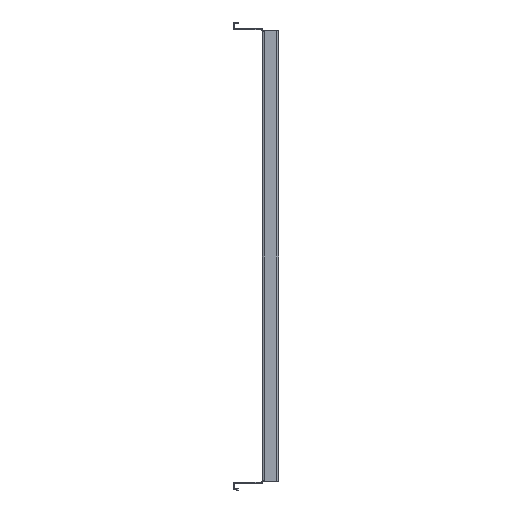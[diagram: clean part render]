
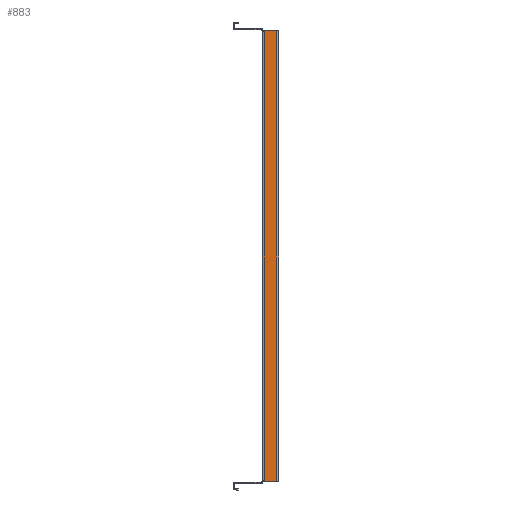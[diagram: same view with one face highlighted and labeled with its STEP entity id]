
A CAD part, left-side view. The second image highlights one B-rep face of the part: STEP entity #883.
In plain terms, the highlighted planar face has unit normal (-1, 0, 0).
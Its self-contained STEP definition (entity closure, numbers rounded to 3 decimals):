
#883 = ADVANCED_FACE ( 'NONE', ( #10648 ), #25011, .T. ) ;
#1715 = CARTESIAN_POINT ( 'NONE',  ( -330., -29., -443. ) ) ;
#1977 = VERTEX_POINT ( 'NONE', #5562 ) ;
#2673 = CARTESIAN_POINT ( 'NONE',  ( -330., -4., -443. ) ) ;
#2699 = DIRECTION ( 'NONE',  ( 0., 0., -1. ) ) ;
#3258 = LINE ( 'NONE', #11697, #10836 ) ;
#3491 = LINE ( 'NONE', #4022, #6130 ) ;
#3621 = DIRECTION ( 'NONE',  ( 0., 1., 0. ) ) ;
#4022 = CARTESIAN_POINT ( 'NONE',  ( -330., 0., 443. ) ) ;
#5562 = CARTESIAN_POINT ( 'NONE',  ( -330., -29., 443. ) ) ;
#5755 = DIRECTION ( 'NONE',  ( 0., -1., 0. ) ) ;
#5961 = DIRECTION ( 'NONE',  ( -1., 0., 0. ) ) ;
#6130 = VECTOR ( 'NONE', #3621, 1000. ) ;
#6166 = EDGE_CURVE ( 'NONE', #11209, #19929, #26056, .T. ) ;
#6247 = CARTESIAN_POINT ( 'NONE',  ( -330., -29., -443. ) ) ;
#6642 = ORIENTED_EDGE ( 'NONE', *, *, #6166, .T. ) ;
#7946 = EDGE_CURVE ( 'NONE', #19929, #14989, #3258, .T. ) ;
#10527 = DIRECTION ( 'NONE',  ( 0., 0., 1. ) ) ;
#10648 = FACE_OUTER_BOUND ( 'NONE', #21747, .T. ) ;
#10776 = DIRECTION ( 'NONE',  ( 0., -1., 0. ) ) ;
#10836 = VECTOR ( 'NONE', #5755, 1000. ) ;
#10978 = EDGE_CURVE ( 'NONE', #14989, #1977, #16760, .T. ) ;
#11209 = VERTEX_POINT ( 'NONE', #25102 ) ;
#11697 = CARTESIAN_POINT ( 'NONE',  ( -330., 0., -443. ) ) ;
#12394 = ORIENTED_EDGE ( 'NONE', *, *, #15439, .T. ) ;
#13038 = ORIENTED_EDGE ( 'NONE', *, *, #7946, .T. ) ;
#14989 = VERTEX_POINT ( 'NONE', #1715 ) ;
#15029 = CARTESIAN_POINT ( 'NONE',  ( -330., -4., 0. ) ) ;
#15439 = EDGE_CURVE ( 'NONE', #1977, #11209, #3491, .T. ) ;
#16760 = LINE ( 'NONE', #6247, #20587 ) ;
#16865 = ORIENTED_EDGE ( 'NONE', *, *, #10978, .T. ) ;
#19929 = VERTEX_POINT ( 'NONE', #2673 ) ;
#20587 = VECTOR ( 'NONE', #10527, 1000. ) ;
#20728 = AXIS2_PLACEMENT_3D ( 'NONE', #25279, #5961, #10776 ) ;
#21568 = VECTOR ( 'NONE', #2699, 1000. ) ;
#21747 = EDGE_LOOP ( 'NONE', ( #13038, #16865, #12394, #6642 ) ) ;
#25011 = PLANE ( 'NONE',  #20728 ) ;
#25102 = CARTESIAN_POINT ( 'NONE',  ( -330., -4., 443. ) ) ;
#25279 = CARTESIAN_POINT ( 'NONE',  ( -330., 0., 0. ) ) ;
#26056 = LINE ( 'NONE', #15029, #21568 ) ;
